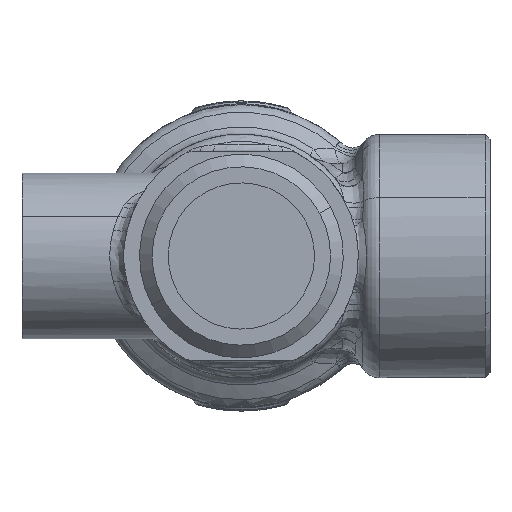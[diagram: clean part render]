
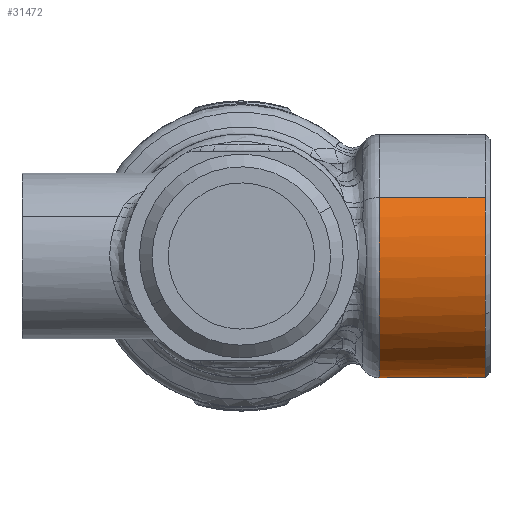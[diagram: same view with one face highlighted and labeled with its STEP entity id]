
A CAD part, front view. The second image highlights one B-rep face of the part: STEP entity #31472.
In plain terms, the highlighted cylindrical face has radius 12.5 mm (diameter 25 mm), a partial arc.
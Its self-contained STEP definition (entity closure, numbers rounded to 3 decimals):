
#28602=CARTESIAN_POINT('Vertex',(14.155,11.194,-8.406)) ;
#28693=CARTESIAN_POINT('Vertex',(14.919,12.106,-7.277)) ;
#28697=CARTESIAN_POINT('Control Point',(14.919,12.106,-7.277)) ;
#28698=CARTESIAN_POINT('Control Point',(14.8,11.967,-7.472)) ;
#28699=CARTESIAN_POINT('Control Point',(14.678,11.824,-7.662)) ;
#28700=CARTESIAN_POINT('Control Point',(14.555,11.677,-7.847)) ;
#28701=CARTESIAN_POINT('Control Point',(14.401,11.492,-8.07)) ;
#28702=CARTESIAN_POINT('Control Point',(14.244,11.303,-8.285)) ;
#28703=CARTESIAN_POINT('Control Point',(14.214,11.267,-8.326)) ;
#28704=CARTESIAN_POINT('Control Point',(14.185,11.231,-8.366)) ;
#28705=CARTESIAN_POINT('Control Point',(14.155,11.194,-8.406)) ;
#28781=CARTESIAN_POINT('Vertex',(15.423,12.69,-6.384)) ;
#28785=CARTESIAN_POINT('Control Point',(15.423,12.69,-6.384)) ;
#28786=CARTESIAN_POINT('Control Point',(15.375,12.634,-6.478)) ;
#28787=CARTESIAN_POINT('Control Point',(15.326,12.578,-6.57)) ;
#28788=CARTESIAN_POINT('Control Point',(15.277,12.522,-6.66)) ;
#28789=CARTESIAN_POINT('Control Point',(15.177,12.407,-6.84)) ;
#28790=CARTESIAN_POINT('Control Point',(15.075,12.289,-7.017)) ;
#28791=CARTESIAN_POINT('Control Point',(15.024,12.229,-7.104)) ;
#28792=CARTESIAN_POINT('Control Point',(14.971,12.168,-7.191)) ;
#28793=CARTESIAN_POINT('Control Point',(14.919,12.106,-7.277)) ;
#28845=CARTESIAN_POINT('Vertex',(15.619,12.913,-5.993)) ;
#28849=CARTESIAN_POINT('Control Point',(15.619,12.913,-5.993)) ;
#28850=CARTESIAN_POINT('Control Point',(15.581,12.869,-6.072)) ;
#28851=CARTESIAN_POINT('Control Point',(15.542,12.826,-6.151)) ;
#28852=CARTESIAN_POINT('Control Point',(15.503,12.781,-6.229)) ;
#28853=CARTESIAN_POINT('Control Point',(15.463,12.736,-6.307)) ;
#28854=CARTESIAN_POINT('Control Point',(15.423,12.69,-6.384)) ;
#31379=CARTESIAN_POINT('Axis2P3D Location',(14.155,1.943,0.)) ;
#31383=CARTESIAN_POINT('Vertex',(14.155,-9.027,5.993)) ;
#31431=CARTESIAN_POINT('Axis2P3D Location',(14.75,1.943,0.)) ;
#31436=CARTESIAN_POINT('Line Origine',(20.577,-9.027,5.993)) ;
#31440=CARTESIAN_POINT('Vertex',(25.,-9.027,5.993)) ;
#31443=CARTESIAN_POINT('Line Origine',(20.577,12.913,-5.993)) ;
#31447=CARTESIAN_POINT('Vertex',(25.,12.913,-5.993)) ;
#31450=CARTESIAN_POINT('Axis2P3D Location',(25.,1.943,0.)) ;
#31454=CARTESIAN_POINT('Vertex',(25.,-9.027,-5.993)) ;
#31457=CARTESIAN_POINT('Axis2P3D Location',(25.,1.943,0.)) ;
#31438=VECTOR('Line Direction',#31437,1.) ;
#31445=VECTOR('Line Direction',#31444,1.) ;
#31380=DIRECTION('Axis2P3D Direction',(-1.,0.,0.)) ;
#31432=DIRECTION('Axis2P3D Direction',(-1.,0.,0.)) ;
#31433=DIRECTION('Axis2P3D XDirection',(0.,0.878,-0.479)) ;
#31437=DIRECTION('Vector Direction',(-1.,0.,0.)) ;
#31444=DIRECTION('Vector Direction',(-1.,0.,0.)) ;
#31451=DIRECTION('Axis2P3D Direction',(-1.,0.,0.)) ;
#31458=DIRECTION('Axis2P3D Direction',(-1.,0.,0.)) ;
#31381=AXIS2_PLACEMENT_3D('Circle Axis2P3D',#31379,#31380,$) ;
#31434=AXIS2_PLACEMENT_3D('Cylinder Axis2P3D',#31431,#31432,#31433) ;
#31452=AXIS2_PLACEMENT_3D('Circle Axis2P3D',#31450,#31451,$) ;
#31459=AXIS2_PLACEMENT_3D('Circle Axis2P3D',#31457,#31458,$) ;
#31439=LINE('Line',#31436,#31438) ;
#31446=LINE('Line',#31443,#31445) ;
#31382=CIRCLE('generated circle',#31381,12.5) ;
#31453=CIRCLE('generated circle',#31452,12.5) ;
#31460=CIRCLE('generated circle',#31459,12.5) ;
#31435=CYLINDRICAL_SURFACE('generated cylinder',#31434,12.5) ;
#28706=EDGE_CURVE('',#28603,#28694,#28696,.F.) ;
#28794=EDGE_CURVE('',#28694,#28782,#28784,.F.) ;
#28855=EDGE_CURVE('',#28782,#28846,#28848,.F.) ;
#31385=EDGE_CURVE('',#28603,#31384,#31382,.T.) ;
#31442=EDGE_CURVE('',#31441,#31384,#31439,.T.) ;
#31449=EDGE_CURVE('',#31448,#28846,#31446,.T.) ;
#31456=EDGE_CURVE('',#31455,#31448,#31453,.F.) ;
#31461=EDGE_CURVE('',#31441,#31455,#31460,.F.) ;
#31463=ORIENTED_EDGE('',*,*,#31442,.T.) ;
#31464=ORIENTED_EDGE('',*,*,#31385,.F.) ;
#31465=ORIENTED_EDGE('',*,*,#28706,.T.) ;
#31466=ORIENTED_EDGE('',*,*,#28794,.T.) ;
#31467=ORIENTED_EDGE('',*,*,#28855,.T.) ;
#31468=ORIENTED_EDGE('',*,*,#31449,.F.) ;
#31469=ORIENTED_EDGE('',*,*,#31456,.F.) ;
#31470=ORIENTED_EDGE('',*,*,#31461,.F.) ;
#31462=EDGE_LOOP('',(#31463,#31464,#31465,#31466,#31467,#31468,#31469,#31470)) ;
#28603=VERTEX_POINT('',#28602) ;
#28694=VERTEX_POINT('',#28693) ;
#28782=VERTEX_POINT('',#28781) ;
#28846=VERTEX_POINT('',#28845) ;
#31384=VERTEX_POINT('',#31383) ;
#31441=VERTEX_POINT('',#31440) ;
#31448=VERTEX_POINT('',#31447) ;
#31455=VERTEX_POINT('',#31454) ;
#31472=ADVANCED_FACE('PartBody',(#31471),#31435,.T.) ;
#28696=B_SPLINE_CURVE_WITH_KNOTS('',5,(#28697,#28698,#28699,#28700,#28701,#28702,#28703,#28704,#28705),.UNSPECIFIED.,.F.,.U.,(6,3,6),(0.,2.311,2.851),.UNSPECIFIED.) ;
#28784=B_SPLINE_CURVE_WITH_KNOTS('',5,(#28785,#28786,#28787,#28788,#28789,#28790,#28791,#28792,#28793),.UNSPECIFIED.,.F.,.U.,(6,3,6),(0.,1.019,2.039),.UNSPECIFIED.) ;
#28848=B_SPLINE_CURVE_WITH_KNOTS('',5,(#28849,#28850,#28851,#28852,#28853,#28854),.UNSPECIFIED.,.F.,.U.,(6,6),(0.,0.835),.UNSPECIFIED.) ;
#31471=FACE_OUTER_BOUND('',#31462,.T.) ;
